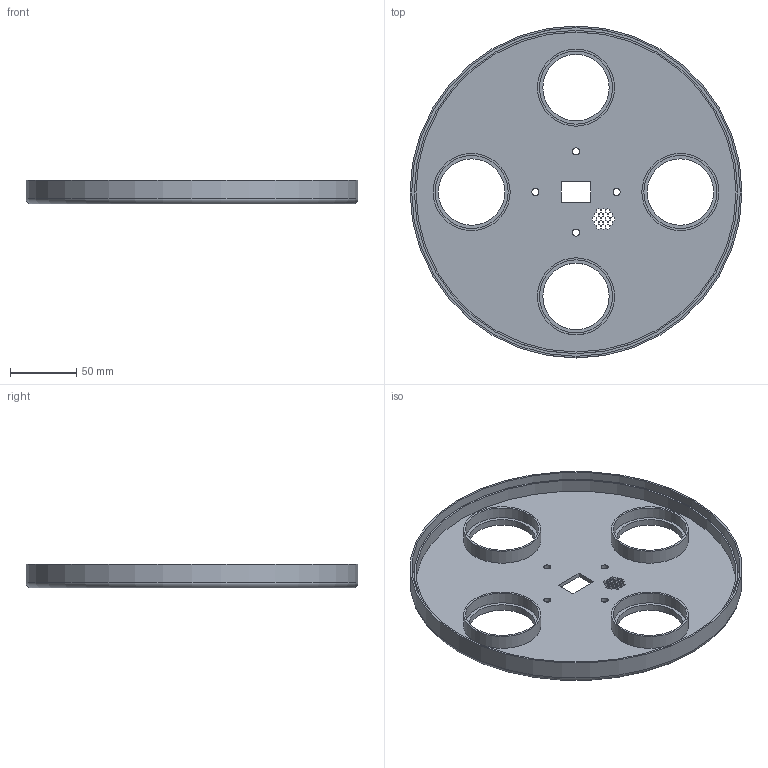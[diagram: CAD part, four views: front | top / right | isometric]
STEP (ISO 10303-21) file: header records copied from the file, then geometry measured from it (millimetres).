
FILE_DESCRIPTION(/* description */ (''),/* implementation_level */ '2;1');
FILE_NAME(/* name */ 'Top_v3.step',/* time_stamp */ '2025-12-17T00:00:06+01:00',/* author */ (''),/* organization */ (''),/* preprocessor_version */ 'ST-DEVELOPER v20.1',/* originating_system */ 'Autodesk Translation Framework v14.21.0.0',/* authorisation */ '');
FILE_SCHEMA (('AUTOMOTIVE_DESIGN { 1 0 10303 214 3 1 1 }'));
Length unit declared in the file: millimetre
Products named in the file (1): 2025-11-15-19-45-13-544
Bounding box: 250 x 250 x 18 mm (x, y, z)
Volume: 158416.2 mm3; surface area: 139568.3 mm2
Topology: 1 solids, 1 shells, 229 faces, 626 edges, 417 vertices
Faces by surface type: plane 168, bspline 40, cylinder 20, torus 1
Full cylindrical faces by diameter (mm): 5.25 x4, 50 x4, 55 x4, 58 x4, 241 x1, 243.5 x1, 247.5 x1, 250 x1
Entity records: 7686 total; most frequent: CARTESIAN_POINT 1953, ORIENTED_EDGE 1252, DIRECTION 968, EDGE_CURVE 626, LINE 504, VECTOR 504, VERTEX_POINT 417, EDGE_LOOP 303
